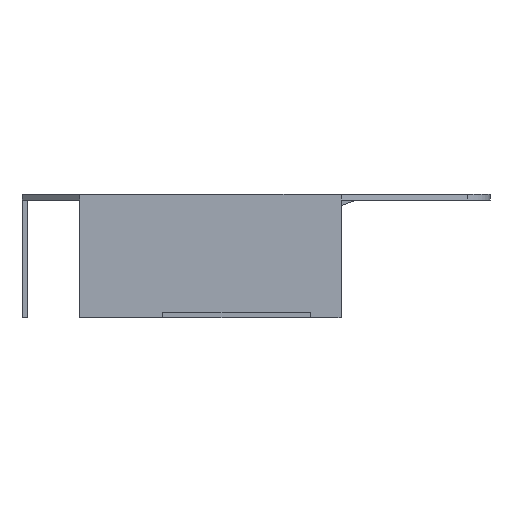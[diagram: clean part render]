
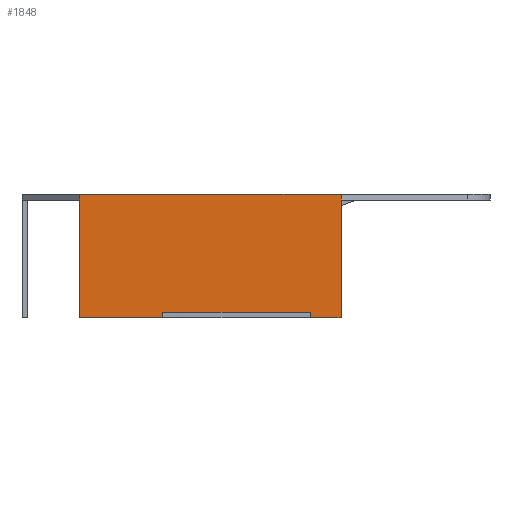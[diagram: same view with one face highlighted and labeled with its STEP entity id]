
A CAD part, left-side view. The second image highlights one B-rep face of the part: STEP entity #1848.
In plain terms, the highlighted planar face has unit normal (-1, 0, 0).
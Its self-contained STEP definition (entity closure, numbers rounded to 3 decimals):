
#222 = VERTEX_POINT('',#223);
#223 = CARTESIAN_POINT('',(-10.63,-3.6,4.16));
#246 = VERTEX_POINT('',#247);
#247 = CARTESIAN_POINT('',(-10.63,5.4,4.16));
#628 = VERTEX_POINT('',#629);
#629 = CARTESIAN_POINT('',(-10.63,-3.6,4.36));
#635 = EDGE_CURVE('',#628,#636,#638,.T.);
#636 = VERTEX_POINT('',#637);
#637 = CARTESIAN_POINT('',(-10.63,5.4,4.36));
#638 = LINE('',#639,#640);
#639 = CARTESIAN_POINT('',(-10.63,-3.6,4.36));
#640 = VECTOR('',#641,1.);
#641 = DIRECTION('',(0.,1.,0.));
#1188 = EDGE_CURVE('',#246,#636,#1189,.T.);
#1189 = LINE('',#1190,#1191);
#1190 = CARTESIAN_POINT('',(-10.63,5.4,4.16));
#1191 = VECTOR('',#1192,1.);
#1192 = DIRECTION('',(0.,0.,1.));
#1219 = EDGE_CURVE('',#1220,#246,#1222,.T.);
#1220 = VERTEX_POINT('',#1221);
#1221 = CARTESIAN_POINT('',(-10.63,5.4,0.1));
#1222 = LINE('',#1223,#1224);
#1223 = CARTESIAN_POINT('',(-10.63,5.4,0.1));
#1224 = VECTOR('',#1225,1.);
#1225 = DIRECTION('',(0.,0.,1.));
#1297 = EDGE_CURVE('',#1298,#222,#1300,.T.);
#1298 = VERTEX_POINT('',#1299);
#1299 = CARTESIAN_POINT('',(-10.63,-3.6,0.1));
#1300 = LINE('',#1301,#1302);
#1301 = CARTESIAN_POINT('',(-10.63,-3.6,0.1));
#1302 = VECTOR('',#1303,1.);
#1303 = DIRECTION('',(0.,0.,1.));
#1324 = EDGE_CURVE('',#222,#628,#1325,.T.);
#1325 = LINE('',#1326,#1327);
#1326 = CARTESIAN_POINT('',(-10.63,-3.6,4.16));
#1327 = VECTOR('',#1328,1.);
#1328 = DIRECTION('',(0.,0.,1.));
#1848 = ADVANCED_FACE('',(#1849),#1894,.T.);
#1849 = FACE_BOUND('',#1850,.T.);
#1850 = EDGE_LOOP('',(#1851,#1852,#1853,#1854,#1855,#1856,#1864,#1872,
#1880,#1888));
#1851 = ORIENTED_EDGE('',*,*,#1297,.T.);
#1852 = ORIENTED_EDGE('',*,*,#1324,.T.);
#1853 = ORIENTED_EDGE('',*,*,#635,.T.);
#1854 = ORIENTED_EDGE('',*,*,#1188,.F.);
#1855 = ORIENTED_EDGE('',*,*,#1219,.F.);
#1856 = ORIENTED_EDGE('',*,*,#1857,.T.);
#1857 = EDGE_CURVE('',#1220,#1858,#1860,.T.);
#1858 = VERTEX_POINT('',#1859);
#1859 = CARTESIAN_POINT('',(-10.63,2.54,0.1));
#1860 = LINE('',#1861,#1862);
#1861 = CARTESIAN_POINT('',(-10.63,5.4,0.1));
#1862 = VECTOR('',#1863,1.);
#1863 = DIRECTION('',(0.,-1.,0.));
#1864 = ORIENTED_EDGE('',*,*,#1865,.F.);
#1865 = EDGE_CURVE('',#1866,#1858,#1868,.T.);
#1866 = VERTEX_POINT('',#1867);
#1867 = CARTESIAN_POINT('',(-10.63,2.54,0.3));
#1868 = LINE('',#1869,#1870);
#1869 = CARTESIAN_POINT('',(-10.63,2.54,1.165));
#1870 = VECTOR('',#1871,1.);
#1871 = DIRECTION('',(0.,0.,-1.));
#1872 = ORIENTED_EDGE('',*,*,#1873,.T.);
#1873 = EDGE_CURVE('',#1866,#1874,#1876,.T.);
#1874 = VERTEX_POINT('',#1875);
#1875 = CARTESIAN_POINT('',(-10.63,-2.54,0.3));
#1876 = LINE('',#1877,#1878);
#1877 = CARTESIAN_POINT('',(-10.63,0.45,0.3));
#1878 = VECTOR('',#1879,1.);
#1879 = DIRECTION('',(0.,-1.,0.));
#1880 = ORIENTED_EDGE('',*,*,#1881,.F.);
#1881 = EDGE_CURVE('',#1882,#1874,#1884,.T.);
#1882 = VERTEX_POINT('',#1883);
#1883 = CARTESIAN_POINT('',(-10.63,-2.54,0.1));
#1884 = LINE('',#1885,#1886);
#1885 = CARTESIAN_POINT('',(-10.63,-2.54,1.165));
#1886 = VECTOR('',#1887,1.);
#1887 = DIRECTION('',(0.,0.,1.));
#1888 = ORIENTED_EDGE('',*,*,#1889,.T.);
#1889 = EDGE_CURVE('',#1882,#1298,#1890,.T.);
#1890 = LINE('',#1891,#1892);
#1891 = CARTESIAN_POINT('',(-10.63,5.4,0.1));
#1892 = VECTOR('',#1893,1.);
#1893 = DIRECTION('',(0.,-1.,0.));
#1894 = PLANE('',#1895);
#1895 = AXIS2_PLACEMENT_3D('',#1896,#1897,#1898);
#1896 = CARTESIAN_POINT('',(-10.63,0.9,2.23));
#1897 = DIRECTION('',(-1.,0.,0.));
#1898 = DIRECTION('',(0.,0.,1.));
